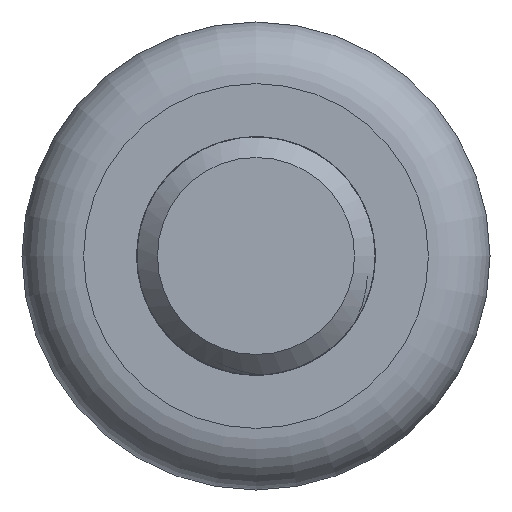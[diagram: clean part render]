
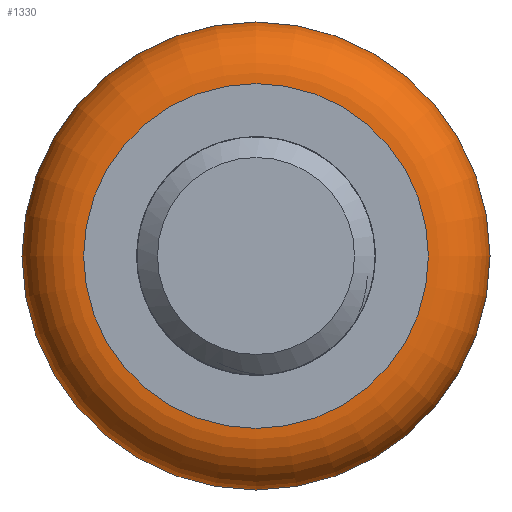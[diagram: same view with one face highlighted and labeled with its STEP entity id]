
A CAD part, front view. The second image highlights one B-rep face of the part: STEP entity #1330.
In plain terms, the highlighted toroidal (fillet/blend) face has major radius 1.4 mm and minor radius 0.5 mm.
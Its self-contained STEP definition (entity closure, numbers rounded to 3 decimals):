
#16=TOROIDAL_SURFACE('',#1429,1.4,0.5);
#107=FACE_OUTER_BOUND('',#182,.T.);
#182=EDGE_LOOP('',(#1182,#1183,#1184,#1185,#1186));
#200=CIRCLE('',#1427,1.9);
#201=CIRCLE('',#1428,1.9);
#202=CIRCLE('',#1430,1.4);
#203=CIRCLE('',#1431,0.5);
#599=VERTEX_POINT('',#5192);
#600=VERTEX_POINT('',#5193);
#601=VERTEX_POINT('',#5198);
#796=EDGE_CURVE('',#599,#600,#200,.T.);
#798=EDGE_CURVE('',#600,#599,#201,.T.);
#799=EDGE_CURVE('',#601,#601,#202,.T.);
#800=EDGE_CURVE('',#601,#600,#203,.T.);
#1182=ORIENTED_EDGE('',*,*,#799,.T.);
#1183=ORIENTED_EDGE('',*,*,#800,.T.);
#1184=ORIENTED_EDGE('',*,*,#798,.T.);
#1185=ORIENTED_EDGE('',*,*,#796,.T.);
#1186=ORIENTED_EDGE('',*,*,#800,.F.);
#1330=ADVANCED_FACE('',(#107),#16,.T.);
#1427=AXIS2_PLACEMENT_3D('',#5194,#1668,#1669);
#1428=AXIS2_PLACEMENT_3D('',#5196,#1671,#1672);
#1429=AXIS2_PLACEMENT_3D('',#5197,#1673,#1674);
#1430=AXIS2_PLACEMENT_3D('',#5199,#1675,#1676);
#1431=AXIS2_PLACEMENT_3D('',#5200,#1677,#1678);
#1668=DIRECTION('center_axis',(0.,-1.,0.));
#1669=DIRECTION('ref_axis',(-1.,0.,0.));
#1671=DIRECTION('center_axis',(0.,-1.,0.));
#1672=DIRECTION('ref_axis',(-1.,0.,0.));
#1673=DIRECTION('center_axis',(0.,-1.,0.));
#1674=DIRECTION('ref_axis',(0.,0.,-1.));
#1675=DIRECTION('center_axis',(0.,1.,0.));
#1676=DIRECTION('ref_axis',(-1.,0.,0.));
#1677=DIRECTION('center_axis',(-1.,0.,0.));
#1678=DIRECTION('ref_axis',(0.,0.,1.));
#5192=CARTESIAN_POINT('',(-1.9,10.5,0.));
#5193=CARTESIAN_POINT('',(0.,10.5,1.9));
#5194=CARTESIAN_POINT('Origin',(0.,10.5,0.));
#5196=CARTESIAN_POINT('Origin',(0.,10.5,0.));
#5197=CARTESIAN_POINT('Origin',(0.,10.5,0.));
#5198=CARTESIAN_POINT('',(0.,10.,1.4));
#5199=CARTESIAN_POINT('Origin',(0.,10.,0.));
#5200=CARTESIAN_POINT('Origin',(0.,10.5,1.4));
